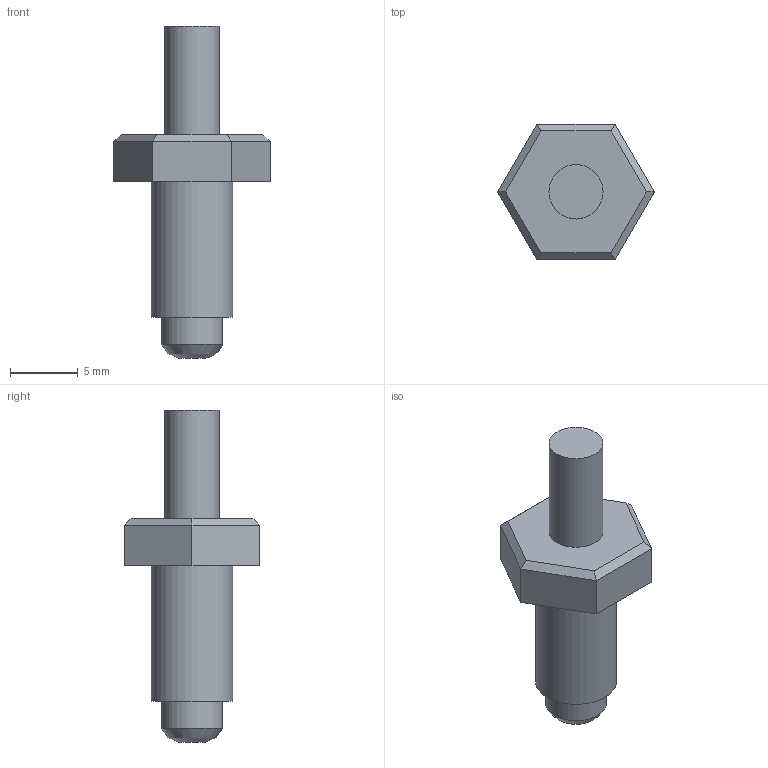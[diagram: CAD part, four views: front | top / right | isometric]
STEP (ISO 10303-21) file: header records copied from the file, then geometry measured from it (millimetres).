
FILE_DESCRIPTION(/* description */ (''),/* implementation_level */ '2;1');
FILE_NAME(/* name */ 'Thermocouple.stp',/* time_stamp */ '2020-08-22T12:35:07-04:00',/* author */ ('ignac'),/* organization */ (''),/* preprocessor_version */ 'ST-DEVELOPER v18',/* originating_system */ 'Autodesk Inventor 2020',/* authorisation */ '');
FILE_SCHEMA (('AUTOMOTIVE_DESIGN { 1 0 10303 214 3 1 1 }'));
Length unit declared in the file: millimetre
Products named in the file (1): Thermocouple
Bounding box: 11.55 x 10 x 24.5 mm (x, y, z)
Volume: 725.4 mm3; surface area: 606.8 mm2
Topology: 1 solids, 1 shells, 21 faces, 49 edges, 33 vertices
Faces by surface type: plane 17, cylinder 3, bspline 1
Full cylindrical faces by diameter (mm): 4 x1, 4.5 x1, 6 x1
Entity records: 670 total; most frequent: CARTESIAN_POINT 130, DIRECTION 107, ORIENTED_EDGE 98, EDGE_CURVE 49, AXIS2_PLACEMENT_3D 37, LINE 33, VECTOR 33, VERTEX_POINT 33
